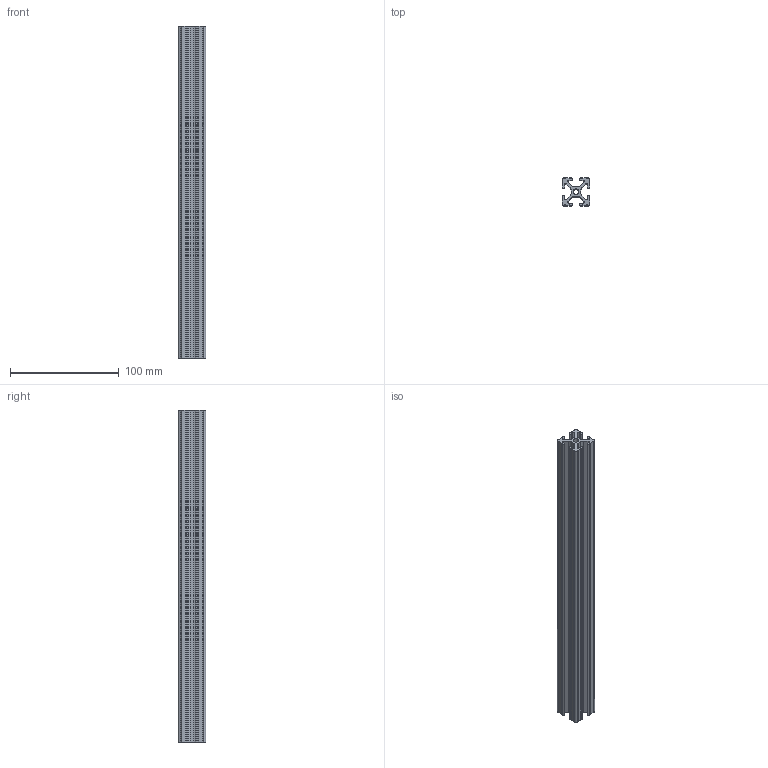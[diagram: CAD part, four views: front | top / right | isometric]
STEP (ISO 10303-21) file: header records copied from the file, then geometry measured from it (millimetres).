
FILE_DESCRIPTION (( 'STEP AP203' ), '1' );
FILE_NAME ('47065T411_T-Slotted Framing.STEP', '2021-09-09T01:19:21', ( 'Administrator' ), ( 'Managed by Terraform' ), 'SwSTEP 2.0', 'SolidWorks 2017', '' );
FILE_SCHEMA (( 'CONFIG_CONTROL_DESIGN' ));
Length unit declared in the file: inch
Products named in the file (1): 47065T411_T-Slotted Framing
Bounding box: 25.4 x 25.4 x 304.8 mm (x, y, z)
Volume: 85386 mm3; surface area: 68671.5 mm2
Topology: 1 solids, 1 shells, 108 faces, 318 edges, 212 vertices
Faces by surface type: cylinder 62, plane 46
Entity records: 3729 total; most frequent: DIRECTION 660, CARTESIAN_POINT 639, ORIENTED_EDGE 636, EDGE_CURVE 318, AXIS2_PLACEMENT_3D 233, VERTEX_POINT 212, LINE 194, VECTOR 194
